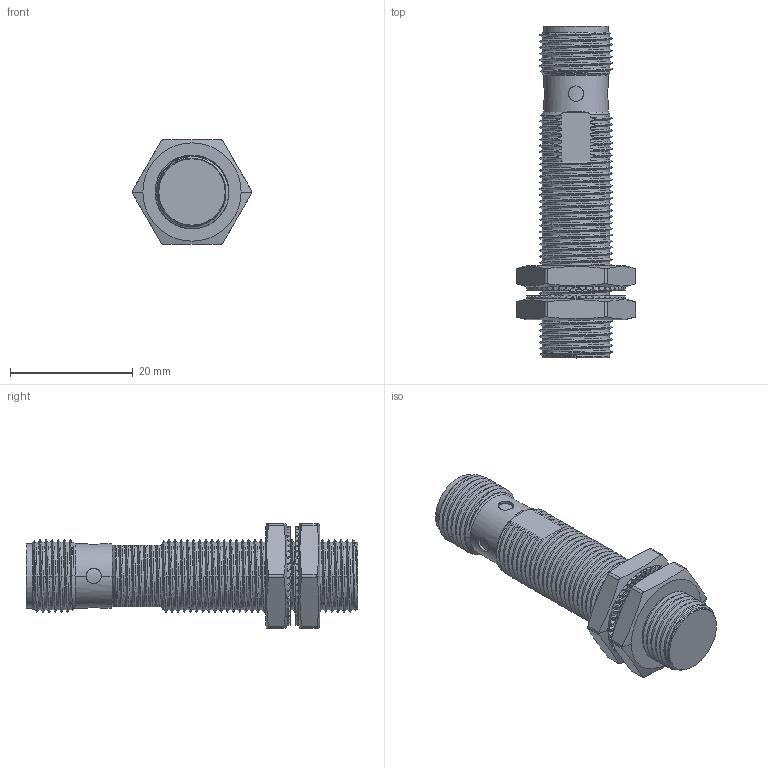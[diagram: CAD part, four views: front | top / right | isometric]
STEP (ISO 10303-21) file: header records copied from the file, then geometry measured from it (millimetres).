
FILE_DESCRIPTION(/* description */ (''),/* implementation_level */ '2;1');
FILE_NAME(/* name */ 'ELCO_Fi4-G12-CD6L-Q12.stp',/* time_stamp */ '2025-12-19T10:46:58+08:00',/* author */ (''),/* organization */ (''),/* preprocessor_version */ 'ST-DEVELOPER v16',/* originating_system */ 'SIEMENS PLM Software NX 10.0',/* authorisation */ '');
FILE_SCHEMA (('AUTOMOTIVE_DESIGN { 1 0 10303 214 3 1 1 1 }'));
Length unit declared in the file: millimetre
Products named in the file (1): Admi64A0C12Chs7r
Bounding box: 19.48 x 54 x 17 mm (x, y, z)
Volume: 5854.2 mm3; surface area: 5149.2 mm2
Topology: 3 solids, 4 shells, 678 faces, 1938 edges, 1277 vertices
Faces by surface type: cylinder 356, plane 224, bspline 58, cone 28, sphere 8, torus 4
Full cylindrical faces by diameter (mm): 10.5 x1
Entity records: 40448 total; most frequent: CARTESIAN_POINT 24950, ORIENTED_EDGE 3874, DIRECTION 2161, EDGE_CURVE 1937, VERTEX_POINT 1277, B_SPLINE_CURVE_WITH_KNOTS 1161, AXIS2_PLACEMENT_3D 764, EDGE_LOOP 694
